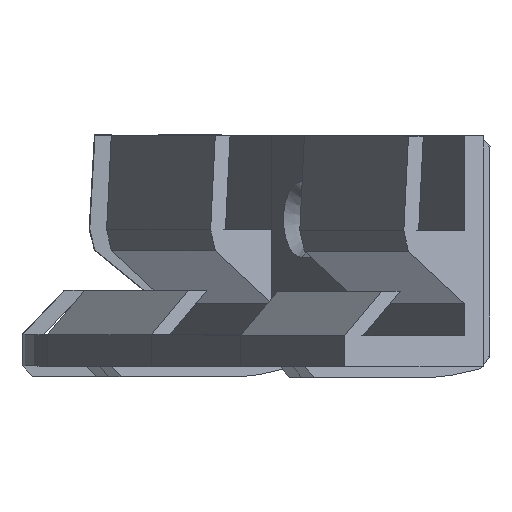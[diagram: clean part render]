
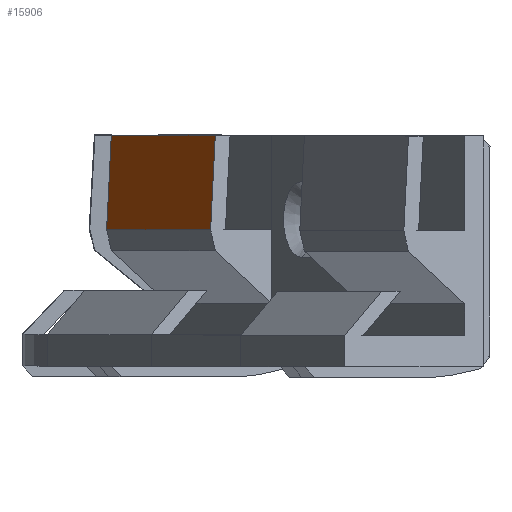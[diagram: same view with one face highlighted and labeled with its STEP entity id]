
A CAD part, left-side view. The second image highlights one B-rep face of the part: STEP entity #15906.
In plain terms, the highlighted face is planar.
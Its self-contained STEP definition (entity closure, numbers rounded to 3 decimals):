
#14011 = PLANE('',#14012);
#14012 = AXIS2_PLACEMENT_3D('',#14013,#14014,#14015);
#14013 = CARTESIAN_POINT('',(-10.5,5.766,9.503));
#14014 = DIRECTION('',(-1.,0.,0.));
#14015 = DIRECTION('',(0.,0.,1.));
#14445 = PLANE('',#14446);
#14446 = AXIS2_PLACEMENT_3D('',#14447,#14448,#14449);
#14447 = CARTESIAN_POINT('',(10.5,5.766,9.503));
#14448 = DIRECTION('',(-1.,0.,0.));
#14449 = DIRECTION('',(0.,0.,1.));
#14705 = VERTEX_POINT('',#14706);
#14706 = CARTESIAN_POINT('',(-10.5,8.1,22.));
#14720 = PLANE('',#14721);
#14721 = AXIS2_PLACEMENT_3D('',#14722,#14723,#14724);
#14722 = CARTESIAN_POINT('',(0.,6.5,22.));
#14723 = DIRECTION('',(0.,0.,-1.));
#14724 = DIRECTION('',(0.,1.,0.));
#14732 = EDGE_CURVE('',#14705,#14733,#14735,.T.);
#14733 = VERTEX_POINT('',#14734);
#14734 = CARTESIAN_POINT('',(-10.5,8.6,13.));
#14735 = SURFACE_CURVE('',#14736,(#14740,#14747),.PCURVE_S1.);
#14736 = LINE('',#14737,#14738);
#14737 = CARTESIAN_POINT('',(-10.5,8.1,22.));
#14738 = VECTOR('',#14739,1.);
#14739 = DIRECTION('',(0.,0.055,-0.998));
#14740 = PCURVE('',#14011,#14741);
#14741 = DEFINITIONAL_REPRESENTATION('',(#14742),#14746);
#14742 = LINE('',#14743,#14744);
#14743 = CARTESIAN_POINT('',(12.497,2.334));
#14744 = VECTOR('',#14745,1.);
#14745 = DIRECTION('',(-0.998,0.055));
#14746 = ( GEOMETRIC_REPRESENTATION_CONTEXT(2) 
PARAMETRIC_REPRESENTATION_CONTEXT() REPRESENTATION_CONTEXT('2D SPACE',''
  ) );
#14747 = PCURVE('',#14748,#14753);
#14748 = PLANE('',#14749);
#14749 = AXIS2_PLACEMENT_3D('',#14750,#14751,#14752);
#14750 = CARTESIAN_POINT('',(0.,8.1,22.));
#14751 = DIRECTION('',(-0.,-0.998,-0.055));
#14752 = DIRECTION('',(0.,0.055,-0.998));
#14753 = DEFINITIONAL_REPRESENTATION('',(#14754),#14758);
#14754 = LINE('',#14755,#14756);
#14755 = CARTESIAN_POINT('',(0.,-10.5));
#14756 = VECTOR('',#14757,1.);
#14757 = DIRECTION('',(1.,0.));
#14758 = ( GEOMETRIC_REPRESENTATION_CONTEXT(2) 
PARAMETRIC_REPRESENTATION_CONTEXT() REPRESENTATION_CONTEXT('2D SPACE',''
  ) );
#14776 = PLANE('',#14777);
#14777 = AXIS2_PLACEMENT_3D('',#14778,#14779,#14780);
#14778 = CARTESIAN_POINT('',(0.,8.6,13.));
#14779 = DIRECTION('',(0.,-0.97,0.243));
#14780 = DIRECTION('',(-0.,-0.243,-0.97));
#15551 = VERTEX_POINT('',#15552);
#15552 = CARTESIAN_POINT('',(10.5,8.1,22.));
#15573 = EDGE_CURVE('',#15551,#15574,#15576,.T.);
#15574 = VERTEX_POINT('',#15575);
#15575 = CARTESIAN_POINT('',(10.5,8.6,13.));
#15576 = SURFACE_CURVE('',#15577,(#15581,#15588),.PCURVE_S1.);
#15577 = LINE('',#15578,#15579);
#15578 = CARTESIAN_POINT('',(10.5,8.1,22.));
#15579 = VECTOR('',#15580,1.);
#15580 = DIRECTION('',(0.,0.055,-0.998));
#15581 = PCURVE('',#14445,#15582);
#15582 = DEFINITIONAL_REPRESENTATION('',(#15583),#15587);
#15583 = LINE('',#15584,#15585);
#15584 = CARTESIAN_POINT('',(12.497,2.334));
#15585 = VECTOR('',#15586,1.);
#15586 = DIRECTION('',(-0.998,0.055));
#15587 = ( GEOMETRIC_REPRESENTATION_CONTEXT(2) 
PARAMETRIC_REPRESENTATION_CONTEXT() REPRESENTATION_CONTEXT('2D SPACE',''
  ) );
#15588 = PCURVE('',#14748,#15589);
#15589 = DEFINITIONAL_REPRESENTATION('',(#15590),#15594);
#15590 = LINE('',#15591,#15592);
#15591 = CARTESIAN_POINT('',(0.,10.5));
#15592 = VECTOR('',#15593,1.);
#15593 = DIRECTION('',(1.,0.));
#15594 = ( GEOMETRIC_REPRESENTATION_CONTEXT(2) 
PARAMETRIC_REPRESENTATION_CONTEXT() REPRESENTATION_CONTEXT('2D SPACE',''
  ) );
#15884 = EDGE_CURVE('',#15551,#14705,#15885,.T.);
#15885 = SURFACE_CURVE('',#15886,(#15890,#15897),.PCURVE_S1.);
#15886 = LINE('',#15887,#15888);
#15887 = CARTESIAN_POINT('',(10.5,8.1,22.));
#15888 = VECTOR('',#15889,1.);
#15889 = DIRECTION('',(-1.,0.,0.));
#15890 = PCURVE('',#14720,#15891);
#15891 = DEFINITIONAL_REPRESENTATION('',(#15892),#15896);
#15892 = LINE('',#15893,#15894);
#15893 = CARTESIAN_POINT('',(1.6,10.5));
#15894 = VECTOR('',#15895,1.);
#15895 = DIRECTION('',(0.,-1.));
#15896 = ( GEOMETRIC_REPRESENTATION_CONTEXT(2) 
PARAMETRIC_REPRESENTATION_CONTEXT() REPRESENTATION_CONTEXT('2D SPACE',''
  ) );
#15897 = PCURVE('',#14748,#15898);
#15898 = DEFINITIONAL_REPRESENTATION('',(#15899),#15903);
#15899 = LINE('',#15900,#15901);
#15900 = CARTESIAN_POINT('',(0.,10.5));
#15901 = VECTOR('',#15902,1.);
#15902 = DIRECTION('',(0.,-1.));
#15903 = ( GEOMETRIC_REPRESENTATION_CONTEXT(2) 
PARAMETRIC_REPRESENTATION_CONTEXT() REPRESENTATION_CONTEXT('2D SPACE',''
  ) );
#15906 = ADVANCED_FACE('',(#15907),#14748,.F.);
#15907 = FACE_BOUND('',#15908,.F.);
#15908 = EDGE_LOOP('',(#15909,#15910,#15931,#15932));
#15909 = ORIENTED_EDGE('',*,*,#14732,.T.);
#15910 = ORIENTED_EDGE('',*,*,#15911,.F.);
#15911 = EDGE_CURVE('',#15574,#14733,#15912,.T.);
#15912 = SURFACE_CURVE('',#15913,(#15917,#15924),.PCURVE_S1.);
#15913 = LINE('',#15914,#15915);
#15914 = CARTESIAN_POINT('',(10.5,8.6,13.));
#15915 = VECTOR('',#15916,1.);
#15916 = DIRECTION('',(-1.,0.,0.));
#15917 = PCURVE('',#14748,#15918);
#15918 = DEFINITIONAL_REPRESENTATION('',(#15919),#15923);
#15919 = LINE('',#15920,#15921);
#15920 = CARTESIAN_POINT('',(9.014,10.5));
#15921 = VECTOR('',#15922,1.);
#15922 = DIRECTION('',(0.,-1.));
#15923 = ( GEOMETRIC_REPRESENTATION_CONTEXT(2) 
PARAMETRIC_REPRESENTATION_CONTEXT() REPRESENTATION_CONTEXT('2D SPACE',''
  ) );
#15924 = PCURVE('',#14776,#15925);
#15925 = DEFINITIONAL_REPRESENTATION('',(#15926),#15930);
#15926 = LINE('',#15927,#15928);
#15927 = CARTESIAN_POINT('',(-0.,10.5));
#15928 = VECTOR('',#15929,1.);
#15929 = DIRECTION('',(0.,-1.));
#15930 = ( GEOMETRIC_REPRESENTATION_CONTEXT(2) 
PARAMETRIC_REPRESENTATION_CONTEXT() REPRESENTATION_CONTEXT('2D SPACE',''
  ) );
#15931 = ORIENTED_EDGE('',*,*,#15573,.F.);
#15932 = ORIENTED_EDGE('',*,*,#15884,.T.);
